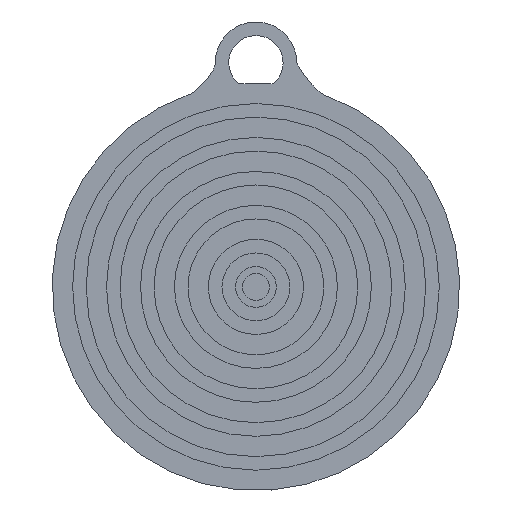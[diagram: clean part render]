
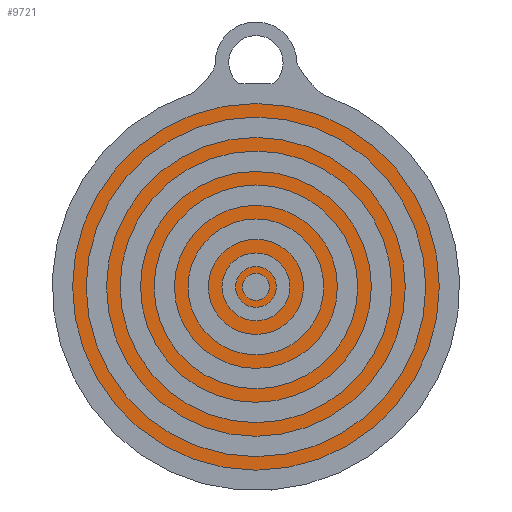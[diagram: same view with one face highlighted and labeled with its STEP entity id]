
A CAD part, front view. The second image highlights one B-rep face of the part: STEP entity #9721.
In plain terms, the highlighted planar face has unit normal (0, -1, 0).
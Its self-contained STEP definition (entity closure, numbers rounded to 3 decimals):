
#2652=FACE_OUTER_BOUND('',#3233,.T.);
#3233=EDGE_LOOP('',(#6481));
#3855=CIRCLE('',#10363,13.5);
#4085=VERTEX_POINT('',#14008);
#5035=EDGE_CURVE('',#4085,#4085,#3855,.T.);
#6481=ORIENTED_EDGE('',*,*,#5035,.F.);
#9260=PLANE('',#10365);
#9721=ADVANCED_FACE('',(#2652),#9260,.T.);
#10363=AXIS2_PLACEMENT_3D('',#14010,#11172,#11173);
#10365=AXIS2_PLACEMENT_3D('',#14012,#11176,#11177);
#11172=DIRECTION('center_axis',(0.,1.,0.));
#11173=DIRECTION('ref_axis',(1.,0.,0.));
#11176=DIRECTION('center_axis',(0.,-1.,0.));
#11177=DIRECTION('ref_axis',(1.,0.,0.));
#14008=CARTESIAN_POINT('',(-13.5,0.6,0.));
#14010=CARTESIAN_POINT('Origin',(0.,0.6,0.));
#14012=CARTESIAN_POINT('Origin',(0.,0.6,0.));
